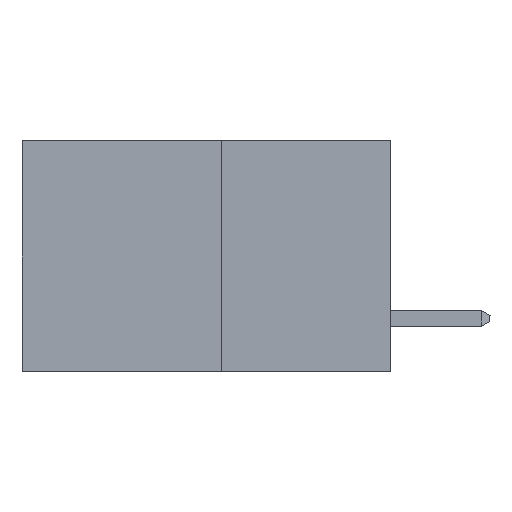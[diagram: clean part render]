
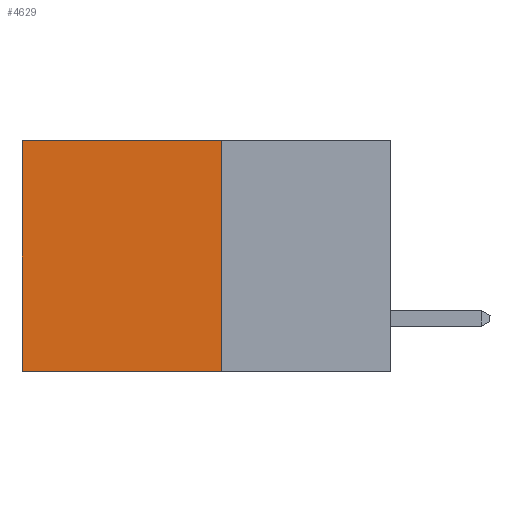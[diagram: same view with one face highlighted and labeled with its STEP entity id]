
A CAD part, left-side view. The second image highlights one B-rep face of the part: STEP entity #4629.
In plain terms, the highlighted planar face has unit normal (-1, 0, 0).
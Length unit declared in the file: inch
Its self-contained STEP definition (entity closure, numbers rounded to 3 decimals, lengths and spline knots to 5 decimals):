
#456 = EDGE_LOOP ( 'NONE', ( #2640, #11313, #14097, #11656 ) ) ;
#979 = LINE ( 'NONE', #7402, #9068 ) ;
#1784 = DIRECTION ( 'NONE',  ( 1., 0., 0. ) ) ;
#1850 = DIRECTION ( 'NONE',  ( 0., 1., 0. ) ) ;
#2640 = ORIENTED_EDGE ( 'NONE', *, *, #6107, .T. ) ;
#3126 = CARTESIAN_POINT ( 'NONE',  ( 0.277, 0.27, -0.37 ) ) ;
#3224 = VERTEX_POINT ( 'NONE', #3126 ) ;
#3414 = CARTESIAN_POINT ( 'NONE',  ( 0.277, 0.27, 0. ) ) ;
#3498 = LINE ( 'NONE', #9072, #6495 ) ;
#3521 = VERTEX_POINT ( 'NONE', #6952 ) ;
#4571 = DIRECTION ( 'NONE',  ( 0., 1., 0. ) ) ;
#4629 = ADVANCED_FACE ( 'NONE', ( #13165 ), #13661, .F. ) ;
#5212 = LINE ( 'NONE', #3414, #13066 ) ;
#6107 = EDGE_CURVE ( 'NONE', #12924, #3521, #3498, .T. ) ;
#6163 = VERTEX_POINT ( 'NONE', #12319 ) ;
#6495 = VECTOR ( 'NONE', #6957, 39.37008 ) ;
#6646 = LINE ( 'NONE', #10706, #9113 ) ;
#6952 = CARTESIAN_POINT ( 'NONE',  ( 0.277, 0.59, -0.37 ) ) ;
#6957 = DIRECTION ( 'NONE',  ( 0., 0., -1. ) ) ;
#7334 = CARTESIAN_POINT ( 'NONE',  ( 0.277, 0.27, -0.37 ) ) ;
#7402 = CARTESIAN_POINT ( 'NONE',  ( 0.277, 0.27, -0.37 ) ) ;
#9068 = VECTOR ( 'NONE', #1850, 39.37008 ) ;
#9072 = CARTESIAN_POINT ( 'NONE',  ( 0.277, 0.59, -0.37 ) ) ;
#9113 = VECTOR ( 'NONE', #11794, 39.37008 ) ;
#9466 = DIRECTION ( 'NONE',  ( 0., 0., -1. ) ) ;
#10266 = EDGE_CURVE ( 'NONE', #3224, #3521, #979, .T. ) ;
#10706 = CARTESIAN_POINT ( 'NONE',  ( 0.277, 0.27, -0.37 ) ) ;
#10904 = AXIS2_PLACEMENT_3D ( 'NONE', #7334, #1784, #9466 ) ;
#11313 = ORIENTED_EDGE ( 'NONE', *, *, #10266, .F. ) ;
#11656 = ORIENTED_EDGE ( 'NONE', *, *, #13395, .T. ) ;
#11794 = DIRECTION ( 'NONE',  ( 0., 0., -1. ) ) ;
#12032 = EDGE_CURVE ( 'NONE', #6163, #3224, #6646, .T. ) ;
#12296 = CARTESIAN_POINT ( 'NONE',  ( 0.277, 0.59, 0. ) ) ;
#12319 = CARTESIAN_POINT ( 'NONE',  ( 0.277, 0.27, 0. ) ) ;
#12924 = VERTEX_POINT ( 'NONE', #12296 ) ;
#13066 = VECTOR ( 'NONE', #4571, 39.37008 ) ;
#13165 = FACE_OUTER_BOUND ( 'NONE', #456, .T. ) ;
#13395 = EDGE_CURVE ( 'NONE', #6163, #12924, #5212, .T. ) ;
#13661 = PLANE ( 'NONE',  #10904 ) ;
#14097 = ORIENTED_EDGE ( 'NONE', *, *, #12032, .F. ) ;
